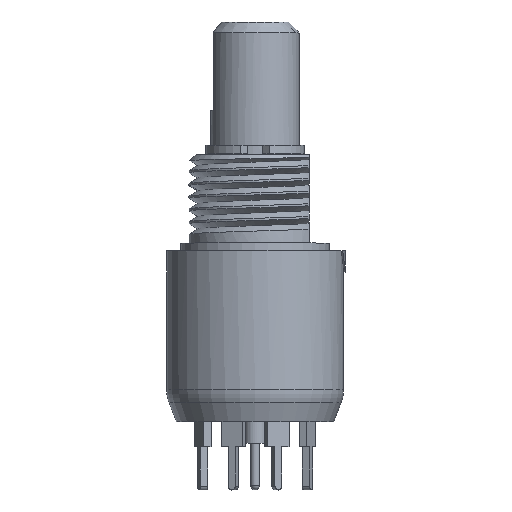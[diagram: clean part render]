
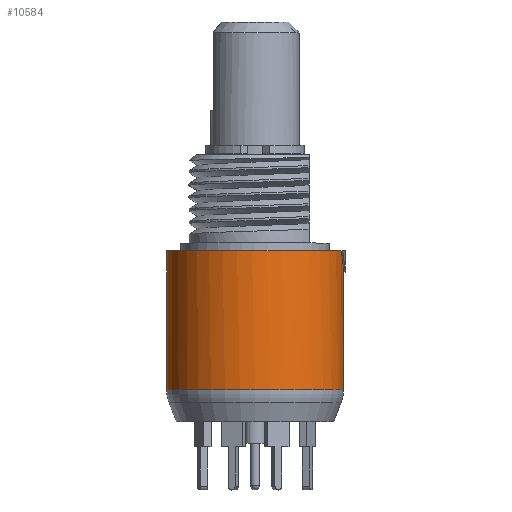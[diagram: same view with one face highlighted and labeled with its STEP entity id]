
A CAD part, top view. The second image highlights one B-rep face of the part: STEP entity #10584.
In plain terms, the highlighted cylindrical face has radius 6.35 mm (diameter 12.7 mm), a partial arc.
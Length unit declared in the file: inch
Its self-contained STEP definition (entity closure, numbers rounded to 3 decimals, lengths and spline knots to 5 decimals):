
#1648=DIRECTION('',(0.,1.,0.));
#1649=VECTOR('',#1648,0.333);
#1650=CARTESIAN_POINT('',(0.25,-0.273,0.));
#1651=LINE('',#1650,#1649);
#1652=DIRECTION('',(0.,1.,0.));
#1653=VECTOR('',#1652,0.393);
#1654=CARTESIAN_POINT('',(-0.25,-0.273,0.));
#1655=LINE('',#1654,#1653);
#1656=CARTESIAN_POINT('',(0.,-0.273,0.));
#1657=DIRECTION('',(0.,-1.,0.));
#1658=DIRECTION('',(1.,0.,0.));
#1659=AXIS2_PLACEMENT_3D('',#1656,#1657,#1658);
#1685=CARTESIAN_POINT('',(0.,0.12,0.));
#1686=DIRECTION('',(0.,-1.,0.));
#1687=DIRECTION('',(0.971,0.,0.24));
#1688=AXIS2_PLACEMENT_3D('',#1685,#1686,#1687);
#1704=CARTESIAN_POINT('',(0.25,0.06,0.));
#1705=CARTESIAN_POINT('',(0.25,0.08015,0.02015));
#1706=CARTESIAN_POINT('',(0.2476,0.10015,
0.04015));
#1707=CARTESIAN_POINT('',(0.24269,0.12,0.06));
#7375=CARTESIAN_POINT('',(0.24269,0.12,0.06));
#7376=CARTESIAN_POINT('',(-0.25,0.12,0.));
#7377=VERTEX_POINT('',#7375);
#7378=VERTEX_POINT('',#7376);
#7466=VERTEX_POINT('',#1704);
#9324=CARTESIAN_POINT('',(0.25,-0.273,0.));
#9325=CARTESIAN_POINT('',(-0.25,-0.273,0.));
#9326=VERTEX_POINT('',#9324);
#9327=VERTEX_POINT('',#9325);
#10569=CARTESIAN_POINT('',(0.,0.42975,0.));
#10570=DIRECTION('',(0.,-1.,0.));
#10571=DIRECTION('',(-1.,0.,0.));
#10572=AXIS2_PLACEMENT_3D('',#10569,#10570,#10571);
#10573=CYLINDRICAL_SURFACE('',#10572,0.25);
#10575=ORIENTED_EDGE('',*,*,#10574,.T.);
#10576=ORIENTED_EDGE('',*,*,#10557,.T.);
#10578=ORIENTED_EDGE('',*,*,#10577,.F.);
#10580=ORIENTED_EDGE('',*,*,#10579,.F.);
#10581=ORIENTED_EDGE('',*,*,#10551,.F.);
#10582=EDGE_LOOP('',(#10575,#10576,#10578,#10580,#10581));
#10583=FACE_OUTER_BOUND('',#10582,.F.);
#10584=ADVANCED_FACE('',(#10583),#10573,.T.);
#1660=CIRCLE('',#1659,0.25);
#1689=CIRCLE('',#1688,0.25);
#1708=B_SPLINE_CURVE_WITH_KNOTS('',3,(#1704,#1705,#1706,#1707),.UNSPECIFIED.,
.F.,.F.,(4,4),(0.,1.),.UNSPECIFIED.);
#10551=EDGE_CURVE('',#9326,#7466,#1651,.T.);
#10557=EDGE_CURVE('',#9327,#7378,#1655,.T.);
#10574=EDGE_CURVE('',#9326,#9327,#1660,.T.);
#10577=EDGE_CURVE('',#7377,#7378,#1689,.T.);
#10579=EDGE_CURVE('',#7466,#7377,#1708,.T.);
